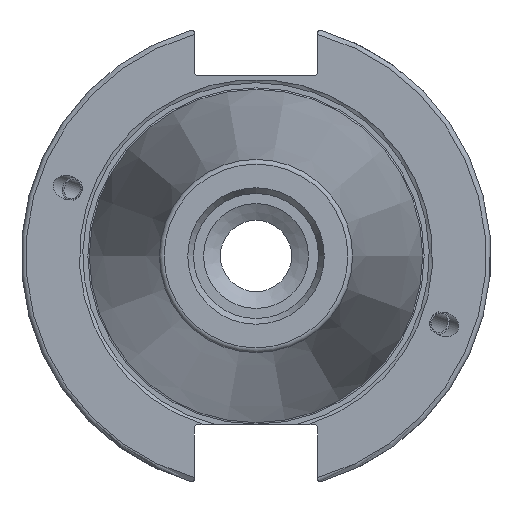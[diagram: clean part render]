
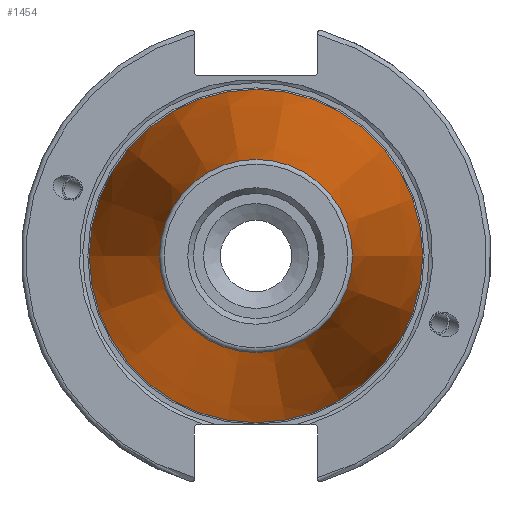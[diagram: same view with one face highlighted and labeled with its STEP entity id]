
A CAD part, left-side view. The second image highlights one B-rep face of the part: STEP entity #1454.
In plain terms, the highlighted conical face has half-angle 8.297 degrees and reference radius 27.517 mm.
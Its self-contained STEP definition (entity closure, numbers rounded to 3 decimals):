
#201=FACE_OUTER_BOUND('',#298,.T.);
#298=EDGE_LOOP('',(#1233,#1234,#1235,#1236,#1237));
#404=LINE('',#2690,#496);
#496=VECTOR('',#1982,27.517);
#571=CIRCLE('',#1619,20.233);
#572=CIRCLE('',#1620,20.233);
#576=CIRCLE('',#1626,34.925);
#717=VERTEX_POINT('',#2677);
#718=VERTEX_POINT('',#2678);
#721=VERTEX_POINT('',#2688);
#905=EDGE_CURVE('',#717,#718,#571,.T.);
#906=EDGE_CURVE('',#718,#717,#572,.T.);
#910=EDGE_CURVE('',#721,#721,#576,.T.);
#911=EDGE_CURVE('',#721,#718,#404,.T.);
#1233=ORIENTED_EDGE('',*,*,#910,.F.);
#1234=ORIENTED_EDGE('',*,*,#911,.T.);
#1235=ORIENTED_EDGE('',*,*,#905,.F.);
#1236=ORIENTED_EDGE('',*,*,#906,.F.);
#1237=ORIENTED_EDGE('',*,*,#911,.F.);
#1394=CONICAL_SURFACE('',#1625,27.517,0.145);
#1454=ADVANCED_FACE('',(#201),#1394,.T.);
#1619=AXIS2_PLACEMENT_3D('',#2679,#1966,#1967);
#1620=AXIS2_PLACEMENT_3D('',#2680,#1968,#1969);
#1625=AXIS2_PLACEMENT_3D('',#2687,#1978,#1979);
#1626=AXIS2_PLACEMENT_3D('',#2689,#1980,#1981);
#1966=DIRECTION('center_axis',(-1.,0.,0.));
#1967=DIRECTION('ref_axis',(0.,-1.,0.));
#1968=DIRECTION('center_axis',(-1.,0.,0.));
#1969=DIRECTION('ref_axis',(0.,-1.,0.));
#1978=DIRECTION('center_axis',(1.,0.,0.));
#1979=DIRECTION('ref_axis',(0.,1.,0.));
#1980=DIRECTION('center_axis',(1.,0.,0.));
#1981=DIRECTION('ref_axis',(0.,0.,-1.));
#1982=DIRECTION('',(-0.99,0.144,0.));
#2677=CARTESIAN_POINT('',(-100.744,0.,20.233));
#2678=CARTESIAN_POINT('',(-100.744,-20.233,0.));
#2679=CARTESIAN_POINT('Origin',(-100.744,0.,0.));
#2680=CARTESIAN_POINT('Origin',(-100.744,0.,0.));
#2687=CARTESIAN_POINT('Origin',(-50.8,0.,0.));
#2688=CARTESIAN_POINT('',(0.,-34.925,0.));
#2689=CARTESIAN_POINT('Origin',(0.,0.,0.));
#2690=CARTESIAN_POINT('',(-50.8,-27.517,0.));
